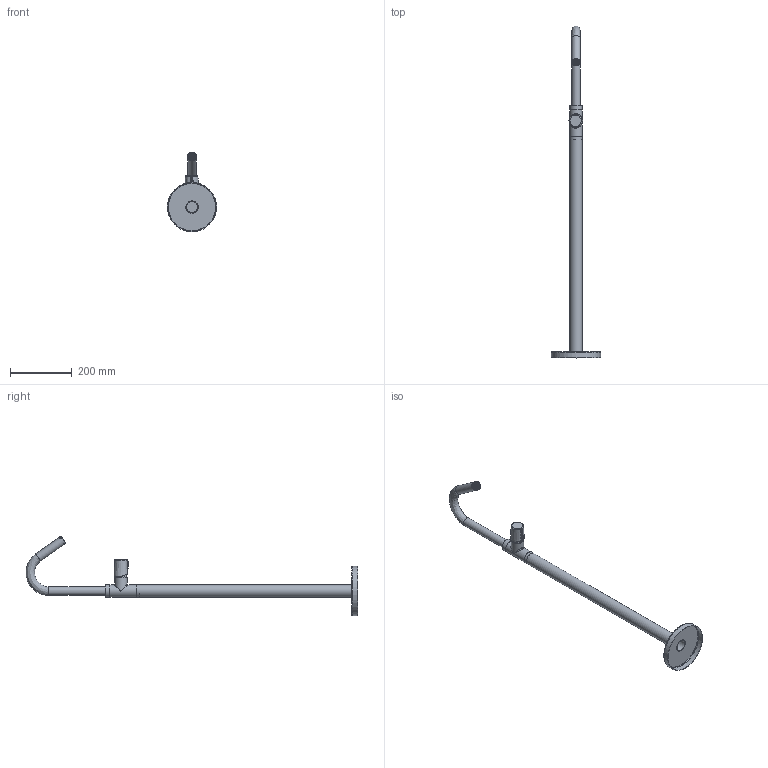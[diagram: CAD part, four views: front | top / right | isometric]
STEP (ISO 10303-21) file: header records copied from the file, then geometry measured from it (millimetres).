
FILE_DESCRIPTION (( 'STEP AP203' ), '1' );
FILE_NAME ('34AP03369.STEP', '2021-04-14T07:23:17', ( '' ), ( '' ), 'SwSTEP 2.0', 'SolidWorks 2018', '' );
FILE_SCHEMA (( 'CONFIG_CONTROL_DESIGN' ));
Length unit declared in the file: millimetre
Products named in the file (1): 34AP03369
Bounding box: 160 x 1077.44 x 257.97 mm (x, y, z)
Volume: 393727.9 mm3; surface area: 349580.9 mm2
Topology: 8 solids, 8 shells, 1378 faces, 3420 edges, 2267 vertices
Faces by surface type: plane 1180, cylinder 157, bspline 27, torus 9, cone 5
Full cylindrical faces by diameter (mm): 6.8 x1, 10 x1, 20 x1, 21.5 x1, 23.2 x2, 24 x3, 24.5 x2, 28 x3, 28.5 x1, 30 x1, 32 x1, 36 x1, 36.5 x1, 38 x1, 40 x5, 158 x1, 160 x1
Entity records: 44567 total; most frequent: CARTESIAN_POINT 11755, ORIENTED_EDGE 6720, DIRECTION 6364, EDGE_CURVE 3360, VECTOR 2944, LINE 2944, VERTEX_POINT 2254, AXIS2_PLACEMENT_3D 1710
